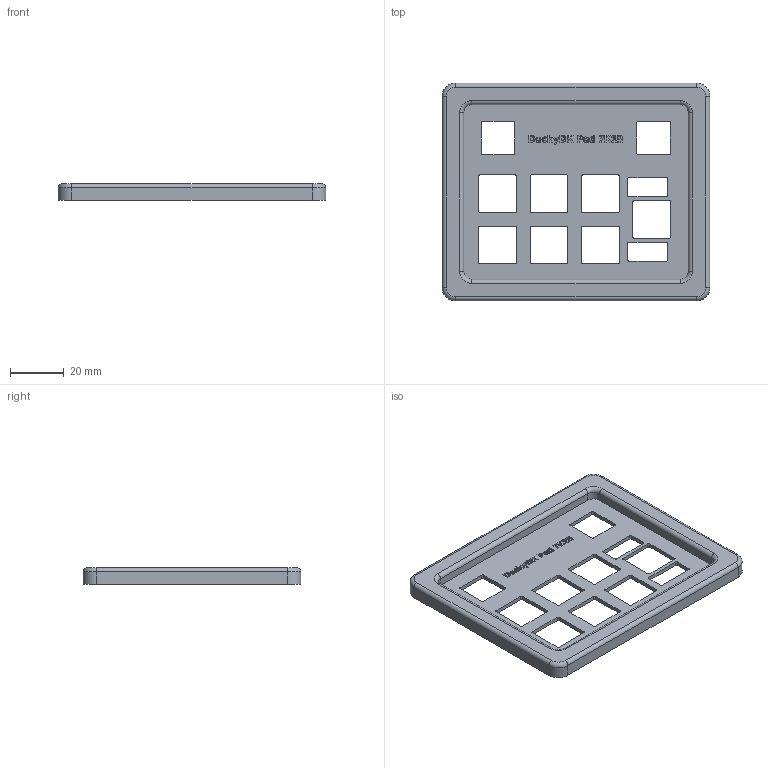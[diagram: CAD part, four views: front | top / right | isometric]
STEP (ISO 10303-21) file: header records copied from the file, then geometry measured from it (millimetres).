
FILE_DESCRIPTION(/* description */ (''),/* implementation_level */ '2;1');
FILE_NAME(/* name */ 'DuckyDK Pad 7K2R Top Case.step',/* time_stamp */ '2025-06-01T23:16:13+12:00',/* author */ (''),/* organization */ (''),/* preprocessor_version */ 'ST-DEVELOPER v20.1',/* originating_system */ 'Autodesk Translation Framework v14.10.0.0',/* authorisation */ '');
FILE_SCHEMA (('AUTOMOTIVE_DESIGN { 1 0 10303 214 3 1 1 }'));
Length unit declared in the file: millimetre
Products named in the file (1): 2025-06-01-23-15-21-701
Bounding box: 99.25 x 80.76 x 6 mm (x, y, z)
Volume: 20208 mm3; surface area: 16525.4 mm2
Topology: 1 solids, 1 shells, 424 faces, 1175 edges, 778 vertices
Faces by surface type: plane 189, bspline 163, cylinder 64, torus 8
Full cylindrical faces by diameter (mm): 4.7 x4
Entity records: 13777 total; most frequent: CARTESIAN_POINT 3845, ORIENTED_EDGE 2350, DIRECTION 1509, EDGE_CURVE 1175, VERTEX_POINT 778, LINE 713, VECTOR 713, EDGE_LOOP 471
